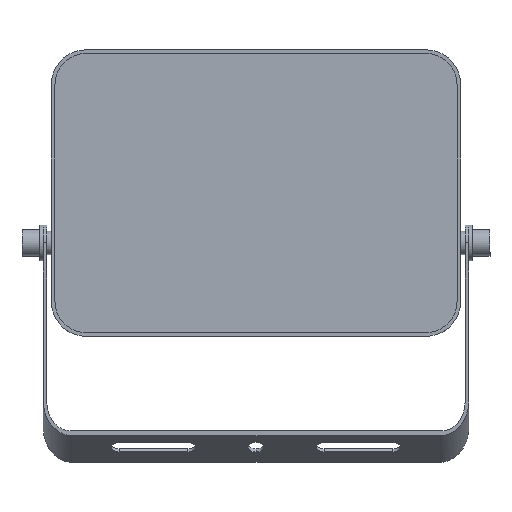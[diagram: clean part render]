
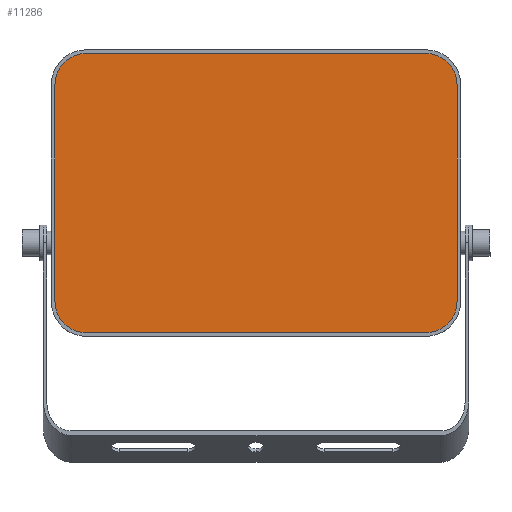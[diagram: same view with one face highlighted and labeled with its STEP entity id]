
A CAD part, top view. The second image highlights one B-rep face of the part: STEP entity #11286.
In plain terms, the highlighted planar face has unit normal (0, 0, 1).
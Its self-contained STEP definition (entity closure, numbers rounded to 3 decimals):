
#253 = DIRECTION ( 'NONE',  ( 0., 0., 1. ) ) ;
#453 = DIRECTION ( 'NONE',  ( 0., 1., 0. ) ) ;
#1359 = ORIENTED_EDGE ( 'NONE', *, *, #8744, .T. ) ;
#1645 = CARTESIAN_POINT ( 'NONE',  ( 68.75, -37., 0. ) ) ;
#2017 = ORIENTED_EDGE ( 'NONE', *, *, #7189, .T. ) ;
#2029 = AXIS2_PLACEMENT_3D ( 'NONE', #4356, #14412, #5834 ) ;
#2183 = LINE ( 'NONE', #15204, #13731 ) ;
#2916 = DIRECTION ( 'NONE',  ( 1., 0., 0. ) ) ;
#4072 = VERTEX_POINT ( 'NONE', #17972 ) ;
#4273 = FACE_OUTER_BOUND ( 'NONE', #10895, .T. ) ;
#4311 = VERTEX_POINT ( 'NONE', #13660 ) ;
#4356 = CARTESIAN_POINT ( 'NONE',  ( 58., -37., 0. ) ) ;
#5095 = AXIS2_PLACEMENT_3D ( 'NONE', #14431, #5859, #15837 ) ;
#5124 = CARTESIAN_POINT ( 'NONE',  ( 58., 47.75, 0. ) ) ;
#5683 = CIRCLE ( 'NONE', #5095, 10.75 ) ;
#5797 = CARTESIAN_POINT ( 'NONE',  ( -68.75, 37., 0. ) ) ;
#5815 = CARTESIAN_POINT ( 'NONE',  ( -58., -37., 0. ) ) ;
#5834 = DIRECTION ( 'NONE',  ( 1., 0., 0. ) ) ;
#5859 = DIRECTION ( 'NONE',  ( 0., 0., 1. ) ) ;
#6348 = CIRCLE ( 'NONE', #2029, 10.75 ) ;
#6586 = LINE ( 'NONE', #5797, #17417 ) ;
#7189 = EDGE_CURVE ( 'NONE', #17010, #12415, #13135, .T. ) ;
#7330 = ORIENTED_EDGE ( 'NONE', *, *, #11813, .T. ) ;
#7554 = DIRECTION ( 'NONE',  ( -1., 0., 0. ) ) ;
#8744 = EDGE_CURVE ( 'NONE', #4072, #8745, #2183, .T. ) ;
#8745 = VERTEX_POINT ( 'NONE', #15308 ) ;
#8968 = CARTESIAN_POINT ( 'NONE',  ( 58., 47.75, 0. ) ) ;
#9086 = CARTESIAN_POINT ( 'NONE',  ( -58., -37., 0. ) ) ;
#9288 = CARTESIAN_POINT ( 'NONE',  ( 68.75, -37., 0. ) ) ;
#9845 = EDGE_CURVE ( 'NONE', #4311, #17703, #5683, .T. ) ;
#10252 = PLANE ( 'NONE',  #15995 ) ;
#10273 = CARTESIAN_POINT ( 'NONE',  ( 68.75, 37., 0. ) ) ;
#10404 = VERTEX_POINT ( 'NONE', #1645 ) ;
#10553 = DIRECTION ( 'NONE',  ( 1., 0., 0. ) ) ;
#10659 = VECTOR ( 'NONE', #7554, 1000. ) ;
#10895 = EDGE_LOOP ( 'NONE', ( #18132, #1359, #12746, #14471, #2017, #11691, #17281, #7330 ) ) ;
#11286 = ADVANCED_FACE ( 'NONE', ( #4273 ), #10252, .T. ) ;
#11642 = DIRECTION ( 'NONE',  ( 0., 0., 1. ) ) ;
#11691 = ORIENTED_EDGE ( 'NONE', *, *, #12797, .T. ) ;
#11752 = CARTESIAN_POINT ( 'NONE',  ( -68.75, 37., 0. ) ) ;
#11813 = EDGE_CURVE ( 'NONE', #17703, #17727, #6586, .T. ) ;
#11952 = AXIS2_PLACEMENT_3D ( 'NONE', #9086, #253, #10553 ) ;
#12167 = EDGE_CURVE ( 'NONE', #8745, #10404, #6348, .T. ) ;
#12276 = AXIS2_PLACEMENT_3D ( 'NONE', #15190, #15188, #15155 ) ;
#12415 = VERTEX_POINT ( 'NONE', #5124 ) ;
#12746 = ORIENTED_EDGE ( 'NONE', *, *, #12167, .T. ) ;
#12797 = EDGE_CURVE ( 'NONE', #12415, #4311, #18033, .T. ) ;
#12973 = DIRECTION ( 'NONE',  ( 0., -1., 0. ) ) ;
#13135 = CIRCLE ( 'NONE', #12276, 10.75 ) ;
#13660 = CARTESIAN_POINT ( 'NONE',  ( -58., 47.75, 0. ) ) ;
#13731 = VECTOR ( 'NONE', #15266, 1000. ) ;
#14412 = DIRECTION ( 'NONE',  ( 0., 0., 1. ) ) ;
#14431 = CARTESIAN_POINT ( 'NONE',  ( -58., 37., 0. ) ) ;
#14471 = ORIENTED_EDGE ( 'NONE', *, *, #14984, .T. ) ;
#14484 = VECTOR ( 'NONE', #453, 1000. ) ;
#14570 = CARTESIAN_POINT ( 'NONE',  ( -68.75, -37., 0. ) ) ;
#14984 = EDGE_CURVE ( 'NONE', #10404, #17010, #18601, .T. ) ;
#15155 = DIRECTION ( 'NONE',  ( 1., 0., 0. ) ) ;
#15188 = DIRECTION ( 'NONE',  ( 0., 0., 1. ) ) ;
#15190 = CARTESIAN_POINT ( 'NONE',  ( 58., 37., 0. ) ) ;
#15204 = CARTESIAN_POINT ( 'NONE',  ( -58., -47.75, 0. ) ) ;
#15266 = DIRECTION ( 'NONE',  ( 1., 0., 0. ) ) ;
#15308 = CARTESIAN_POINT ( 'NONE',  ( 58., -47.75, 0. ) ) ;
#15837 = DIRECTION ( 'NONE',  ( 1., 0., 0. ) ) ;
#15898 = EDGE_CURVE ( 'NONE', #17727, #4072, #15980, .T. ) ;
#15980 = CIRCLE ( 'NONE', #11952, 10.75 ) ;
#15995 = AXIS2_PLACEMENT_3D ( 'NONE', #5815, #11642, #2916 ) ;
#17010 = VERTEX_POINT ( 'NONE', #10273 ) ;
#17281 = ORIENTED_EDGE ( 'NONE', *, *, #9845, .T. ) ;
#17417 = VECTOR ( 'NONE', #12973, 1000. ) ;
#17703 = VERTEX_POINT ( 'NONE', #11752 ) ;
#17727 = VERTEX_POINT ( 'NONE', #14570 ) ;
#17972 = CARTESIAN_POINT ( 'NONE',  ( -58., -47.75, 0. ) ) ;
#18033 = LINE ( 'NONE', #8968, #10659 ) ;
#18132 = ORIENTED_EDGE ( 'NONE', *, *, #15898, .T. ) ;
#18601 = LINE ( 'NONE', #9288, #14484 ) ;
